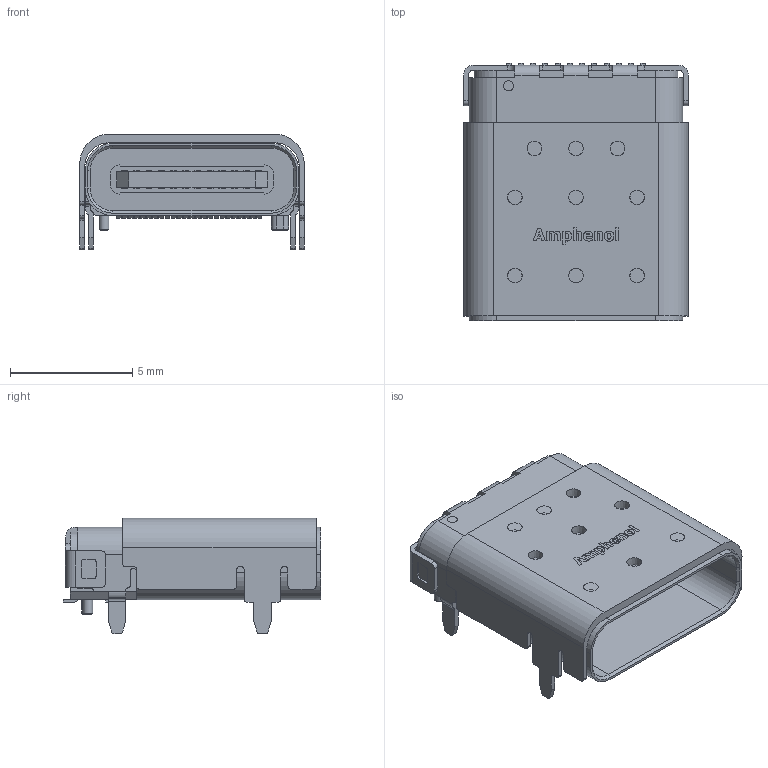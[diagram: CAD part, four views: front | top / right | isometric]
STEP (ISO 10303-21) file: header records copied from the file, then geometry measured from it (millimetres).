
FILE_DESCRIPTION(/* description */ (''),/* implementation_level */ '2;1');
FILE_NAME(/* name */ 'Amphenol 12401610E4#2A.stp',/* time_stamp */ '2020-05-08T20:46:19-04:00',/* author */ ('Ricardo'),/* organization */ (''),/* preprocessor_version */ 'ST-DEVELOPER v18.1',/* originating_system */ 'Autodesk Inventor 2020',/* authorisation */ '');
FILE_SCHEMA (('AUTOMOTIVE_DESIGN { 1 0 10303 214 3 1 1 }'));
Length unit declared in the file: millimetre
Products named in the file (7): #21872; shell_ext; shell int; int; pins; contact_int; logo
Assembly tree (6 placements, depth 2):
  #21872
    shell_ext
    shell int
    int
    pins
    contact_int
    logo
Bounding box: 9.2 x 10.55 x 4.73 mm (x, y, z)
Volume: 183.4 mm3; surface area: 906.7 mm2
Topology: 60 solids, 60 shells, 719 faces, 1794 edges, 1195 vertices
Faces by surface type: plane 524, cylinder 127, bspline 52, cone 16
Full cylindrical faces by diameter (mm): 0.4 x1, 0.411 x1
Entity records: 21873 total; most frequent: CARTESIAN_POINT 4389, ORIENTED_EDGE 3588, DIRECTION 3345, EDGE_CURVE 1794, LINE 1399, VECTOR 1399, VERTEX_POINT 1195, AXIS2_PLACEMENT_3D 973
